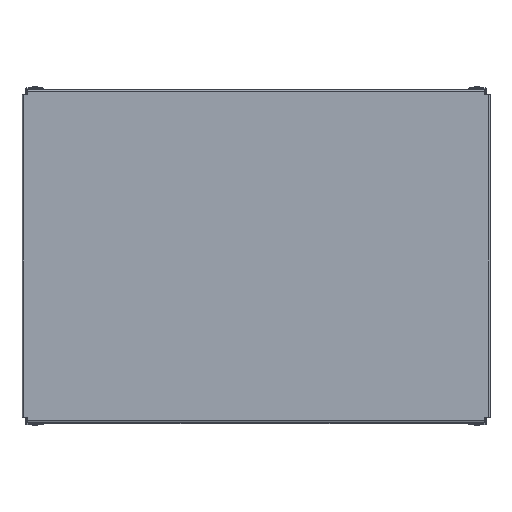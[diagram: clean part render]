
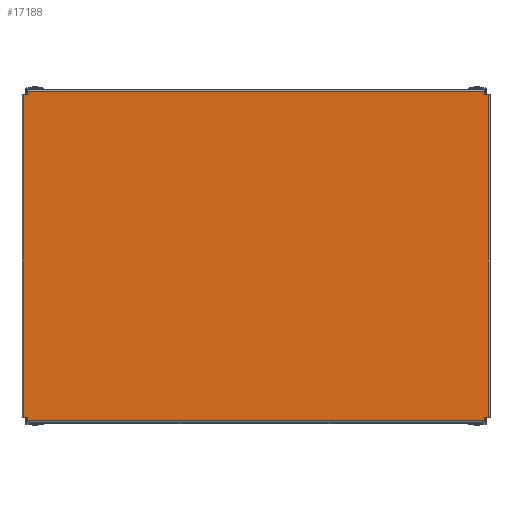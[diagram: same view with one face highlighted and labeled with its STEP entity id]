
A CAD part, top view. The second image highlights one B-rep face of the part: STEP entity #17188.
In plain terms, the highlighted planar face has unit normal (0, 0, 1).
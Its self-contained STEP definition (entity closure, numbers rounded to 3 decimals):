
#1737 = CARTESIAN_POINT ( 'NONE',  ( -11.904, -8.58, 12.722 ) ) ;
#3871 = CARTESIAN_POINT ( 'NONE',  ( 12.086, -8.58, 12.722 ) ) ;
#3896 = CARTESIAN_POINT ( 'NONE',  ( 12.086, -8.4, 12.722 ) ) ;
#4107 = CARTESIAN_POINT ( 'NONE',  ( 11.904, 8.446, 12.722 ) ) ;
#4227 = CIRCLE ( 'NONE', #47628, 0.047 ) ;
#4776 = VECTOR ( 'NONE', #12567, 39.37 ) ;
#4930 = EDGE_CURVE ( 'NONE', #30475, #68733, #62916, .T. ) ;
#4954 = VERTEX_POINT ( 'NONE', #30671 ) ;
#5950 = VECTOR ( 'NONE', #70481, 39.37 ) ;
#6367 = CARTESIAN_POINT ( 'NONE',  ( -12.086, 8.399, 12.722 ) ) ;
#7784 = LINE ( 'NONE', #53985, #67856 ) ;
#8336 = ORIENTED_EDGE ( 'NONE', *, *, #65832, .T. ) ;
#9199 = VERTEX_POINT ( 'NONE', #76170 ) ;
#9613 = VECTOR ( 'NONE', #35506, 39.37 ) ;
#9619 = CARTESIAN_POINT ( 'NONE',  ( -11.951, -8.446, 12.722 ) ) ;
#9763 = CARTESIAN_POINT ( 'NONE',  ( -12.172, -8.58, 12.722 ) ) ;
#10620 = VECTOR ( 'NONE', #75468, 39.37 ) ;
#10652 = CARTESIAN_POINT ( 'NONE',  ( -11.904, -8.58, 12.722 ) ) ;
#10729 = CIRCLE ( 'NONE', #41747, 0.047 ) ;
#11001 = VECTOR ( 'NONE', #15661, 39.37 ) ;
#11517 = LINE ( 'NONE', #46829, #5950 ) ;
#11767 = ORIENTED_EDGE ( 'NONE', *, *, #53521, .T. ) ;
#12024 = DIRECTION ( 'NONE',  ( 0., 0., 1. ) ) ;
#12138 = ORIENTED_EDGE ( 'NONE', *, *, #62595, .T. ) ;
#12567 = DIRECTION ( 'NONE',  ( 0., -1., 0. ) ) ;
#12848 = VERTEX_POINT ( 'NONE', #73079 ) ;
#13110 = LINE ( 'NONE', #72107, #49799 ) ;
#14193 = DIRECTION ( 'NONE',  ( -1., 0., 0. ) ) ;
#14205 = ORIENTED_EDGE ( 'NONE', *, *, #52994, .T. ) ;
#14543 = VERTEX_POINT ( 'NONE', #21800 ) ;
#14800 = EDGE_CURVE ( 'NONE', #24644, #45608, #58605, .T. ) ;
#15661 = DIRECTION ( 'NONE',  ( 1., 0., 0. ) ) ;
#16283 = EDGE_CURVE ( 'NONE', #76551, #12848, #4227, .T. ) ;
#17188 = ADVANCED_FACE ( 'NONE', ( #41528 ), #52789, .T. ) ;
#18120 = EDGE_CURVE ( 'NONE', #45608, #70443, #52978, .T. ) ;
#19090 = ORIENTED_EDGE ( 'NONE', *, *, #28556, .T. ) ;
#20138 = ORIENTED_EDGE ( 'NONE', *, *, #18120, .T. ) ;
#21138 = LINE ( 'NONE', #51809, #10620 ) ;
#21800 = CARTESIAN_POINT ( 'NONE',  ( -11.951, 8.399, 12.722 ) ) ;
#23071 = VECTOR ( 'NONE', #57072, 39.37 ) ;
#24593 = ORIENTED_EDGE ( 'NONE', *, *, #52145, .T. ) ;
#24644 = VERTEX_POINT ( 'NONE', #66219 ) ;
#25048 = CARTESIAN_POINT ( 'NONE',  ( -12.172, 8.399, 12.722 ) ) ;
#26593 = ORIENTED_EDGE ( 'NONE', *, *, #60723, .T. ) ;
#27544 = DIRECTION ( 'NONE',  ( 0., 1., 0. ) ) ;
#28482 = CARTESIAN_POINT ( 'NONE',  ( -11.904, 8.579, 12.722 ) ) ;
#28556 = EDGE_CURVE ( 'NONE', #12848, #30475, #13110, .T. ) ;
#29299 = VERTEX_POINT ( 'NONE', #28482 ) ;
#30209 = DIRECTION ( 'NONE',  ( 0., -1., 0. ) ) ;
#30475 = VERTEX_POINT ( 'NONE', #1737 ) ;
#30671 = CARTESIAN_POINT ( 'NONE',  ( 12.086, 8.399, 12.722 ) ) ;
#30689 = DIRECTION ( 'NONE',  ( 0., 1., 0. ) ) ;
#33284 = DIRECTION ( 'NONE',  ( 0., 0., -1. ) ) ;
#33515 = ORIENTED_EDGE ( 'NONE', *, *, #41009, .T. ) ;
#34541 = VECTOR ( 'NONE', #40912, 39.37 ) ;
#34709 = LINE ( 'NONE', #10652, #34541 ) ;
#35268 = CARTESIAN_POINT ( 'NONE',  ( 11.904, -8.446, 12.722 ) ) ;
#35359 = LINE ( 'NONE', #68836, #11001 ) ;
#35395 = CARTESIAN_POINT ( 'NONE',  ( 11.904, 8.579, 12.722 ) ) ;
#35506 = DIRECTION ( 'NONE',  ( 0., 1., 0. ) ) ;
#35699 = DIRECTION ( 'NONE',  ( 1., 0., 0. ) ) ;
#36666 = CARTESIAN_POINT ( 'NONE',  ( 11.951, -8.446, 12.722 ) ) ;
#37424 = DIRECTION ( 'NONE',  ( -1., 0., 0. ) ) ;
#38130 = EDGE_LOOP ( 'NONE', ( #19090, #45058, #8336, #50938, #33515, #71188, #14205, #47746, #20138, #12138, #47518, #70313, #26593, #11767, #24593, #46569 ) ) ;
#38261 = VERTEX_POINT ( 'NONE', #6367 ) ;
#39196 = LINE ( 'NONE', #39993, #23071 ) ;
#39993 = CARTESIAN_POINT ( 'NONE',  ( -12.172, 8.579, 12.722 ) ) ;
#40912 = DIRECTION ( 'NONE',  ( 0., -1., 0. ) ) ;
#41009 = EDGE_CURVE ( 'NONE', #53234, #53919, #21138, .T. ) ;
#41528 = FACE_OUTER_BOUND ( 'NONE', #38130, .T. ) ;
#41747 = AXIS2_PLACEMENT_3D ( 'NONE', #62682, #74315, #14193 ) ;
#42440 = EDGE_CURVE ( 'NONE', #53919, #4954, #57050, .T. ) ;
#45058 = ORIENTED_EDGE ( 'NONE', *, *, #4930, .T. ) ;
#45608 = VERTEX_POINT ( 'NONE', #4107 ) ;
#46376 = EDGE_CURVE ( 'NONE', #48724, #53234, #56905, .T. ) ;
#46569 = ORIENTED_EDGE ( 'NONE', *, *, #16283, .T. ) ;
#46829 = CARTESIAN_POINT ( 'NONE',  ( -12.172, 8.399, 12.722 ) ) ;
#47412 = CARTESIAN_POINT ( 'NONE',  ( -11.951, -8.4, 12.722 ) ) ;
#47518 = ORIENTED_EDGE ( 'NONE', *, *, #53343, .T. ) ;
#47628 = AXIS2_PLACEMENT_3D ( 'NONE', #9619, #33284, #72882 ) ;
#47746 = ORIENTED_EDGE ( 'NONE', *, *, #14800, .T. ) ;
#47781 = DIRECTION ( 'NONE',  ( 1., 0., 0. ) ) ;
#47834 = CARTESIAN_POINT ( 'NONE',  ( -11.904, 8.446, 12.722 ) ) ;
#47972 = DIRECTION ( 'NONE',  ( -1., 0., 0. ) ) ;
#48724 = VERTEX_POINT ( 'NONE', #35268 ) ;
#48862 = VECTOR ( 'NONE', #47972, 39.37 ) ;
#49686 = CARTESIAN_POINT ( 'NONE',  ( 11.951, 8.446, 12.722 ) ) ;
#49799 = VECTOR ( 'NONE', #30209, 39.37 ) ;
#50843 = DIRECTION ( 'NONE',  ( 0., 0., -1. ) ) ;
#50938 = ORIENTED_EDGE ( 'NONE', *, *, #46376, .T. ) ;
#51809 = CARTESIAN_POINT ( 'NONE',  ( -12.172, -8.4, 12.722 ) ) ;
#52145 = EDGE_CURVE ( 'NONE', #9199, #76551, #35359, .T. ) ;
#52789 = PLANE ( 'NONE',  #76421 ) ;
#52978 = LINE ( 'NONE', #59960, #9613 ) ;
#52994 = EDGE_CURVE ( 'NONE', #4954, #24644, #11517, .T. ) ;
#53234 = VERTEX_POINT ( 'NONE', #73129 ) ;
#53343 = EDGE_CURVE ( 'NONE', #29299, #53692, #34709, .T. ) ;
#53521 = EDGE_CURVE ( 'NONE', #38261, #9199, #59140, .T. ) ;
#53618 = AXIS2_PLACEMENT_3D ( 'NONE', #49686, #50843, #55885 ) ;
#53692 = VERTEX_POINT ( 'NONE', #47834 ) ;
#53919 = VERTEX_POINT ( 'NONE', #3896 ) ;
#53985 = CARTESIAN_POINT ( 'NONE',  ( 11.904, -8.58, 12.722 ) ) ;
#55885 = DIRECTION ( 'NONE',  ( -1., 0., 0. ) ) ;
#56905 = CIRCLE ( 'NONE', #68074, 0.047 ) ;
#57050 = LINE ( 'NONE', #3871, #66501 ) ;
#57072 = DIRECTION ( 'NONE',  ( -1., 0., 0. ) ) ;
#58605 = CIRCLE ( 'NONE', #53618, 0.047 ) ;
#59140 = LINE ( 'NONE', #65734, #4776 ) ;
#59960 = CARTESIAN_POINT ( 'NONE',  ( 11.904, -8.58, 12.722 ) ) ;
#60026 = CARTESIAN_POINT ( 'NONE',  ( 11.904, -8.58, 12.722 ) ) ;
#60723 = EDGE_CURVE ( 'NONE', #14543, #38261, #66197, .T. ) ;
#62595 = EDGE_CURVE ( 'NONE', #70443, #29299, #39196, .T. ) ;
#62682 = CARTESIAN_POINT ( 'NONE',  ( -11.951, 8.446, 12.722 ) ) ;
#62916 = LINE ( 'NONE', #9763, #74871 ) ;
#63374 = EDGE_CURVE ( 'NONE', #53692, #14543, #10729, .T. ) ;
#65191 = CARTESIAN_POINT ( 'NONE',  ( -12.172, -8.58, 12.722 ) ) ;
#65734 = CARTESIAN_POINT ( 'NONE',  ( -12.086, -8.58, 12.722 ) ) ;
#65832 = EDGE_CURVE ( 'NONE', #68733, #48724, #7784, .T. ) ;
#66197 = LINE ( 'NONE', #25048, #48862 ) ;
#66219 = CARTESIAN_POINT ( 'NONE',  ( 11.951, 8.399, 12.722 ) ) ;
#66501 = VECTOR ( 'NONE', #27544, 39.37 ) ;
#67856 = VECTOR ( 'NONE', #30689, 39.37 ) ;
#68074 = AXIS2_PLACEMENT_3D ( 'NONE', #36666, #71215, #37424 ) ;
#68733 = VERTEX_POINT ( 'NONE', #60026 ) ;
#68836 = CARTESIAN_POINT ( 'NONE',  ( -12.172, -8.4, 12.722 ) ) ;
#70313 = ORIENTED_EDGE ( 'NONE', *, *, #63374, .T. ) ;
#70443 = VERTEX_POINT ( 'NONE', #35395 ) ;
#70481 = DIRECTION ( 'NONE',  ( -1., 0., 0. ) ) ;
#71188 = ORIENTED_EDGE ( 'NONE', *, *, #42440, .T. ) ;
#71215 = DIRECTION ( 'NONE',  ( 0., 0., -1. ) ) ;
#72107 = CARTESIAN_POINT ( 'NONE',  ( -11.904, -8.58, 12.722 ) ) ;
#72882 = DIRECTION ( 'NONE',  ( -1., 0., 0. ) ) ;
#73079 = CARTESIAN_POINT ( 'NONE',  ( -11.904, -8.446, 12.722 ) ) ;
#73129 = CARTESIAN_POINT ( 'NONE',  ( 11.951, -8.4, 12.722 ) ) ;
#74315 = DIRECTION ( 'NONE',  ( 0., 0., -1. ) ) ;
#74871 = VECTOR ( 'NONE', #47781, 39.37 ) ;
#75468 = DIRECTION ( 'NONE',  ( 1., 0., 0. ) ) ;
#76170 = CARTESIAN_POINT ( 'NONE',  ( -12.086, -8.4, 12.722 ) ) ;
#76421 = AXIS2_PLACEMENT_3D ( 'NONE', #65191, #12024, #35699 ) ;
#76551 = VERTEX_POINT ( 'NONE', #47412 ) ;
